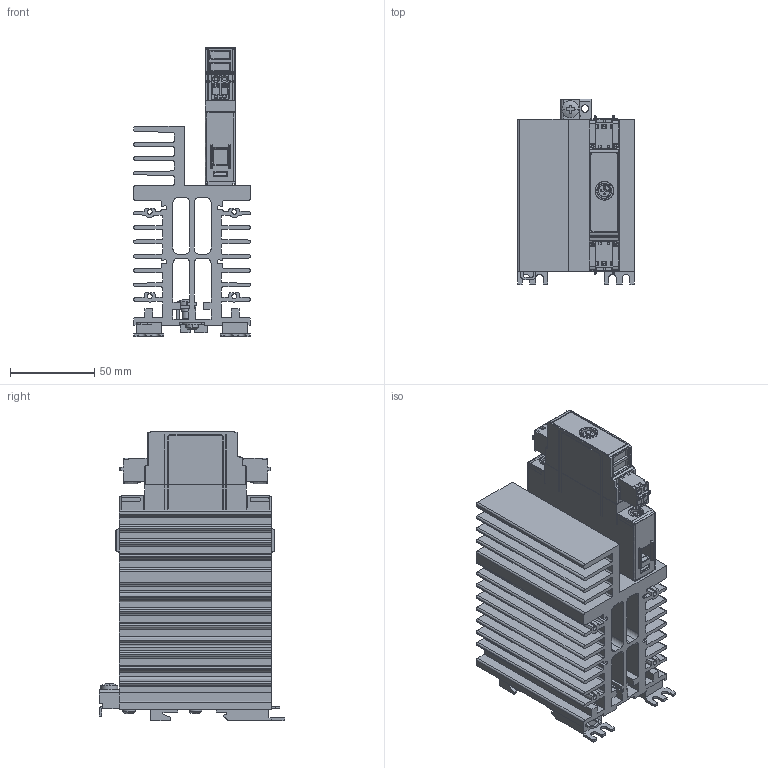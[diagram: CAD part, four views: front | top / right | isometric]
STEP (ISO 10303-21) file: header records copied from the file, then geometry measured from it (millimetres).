
FILE_DESCRIPTION((''),'2;1');
FILE_NAME('CGI1384-00.stp','2017-10-02T13:03:20',(''),(''),'Mechanical Desktop 2011','Mechanical Desktop 2011',', , ');
FILE_SCHEMA(('AUTOMOTIVE_DESIGN { 1 2 10303 214 1 1 1 1 }'));
Length unit declared in the file: millimetre
Products named in the file (2): Product; CGI1384-00
Bounding box: 69.1 x 110 x 171.1 mm (x, y, z)
Volume: 389515 mm3; surface area: 172131.4 mm2
Topology: 1 solids, 1 shells, 1758 faces, 4965 edges, 3204 vertices
Faces by surface type: bspline 636, plane 616, cylinder 403, sphere 60, cone 24, torus 19
Entity records: 65621 total; most frequent: CARTESIAN_POINT 21304, ORIENTED_EDGE 9866, DIRECTION 8470, EDGE_CURVE 4933, VECTOR 3304, LINE 3304, VERTEX_POINT 3204, AXIS2_PLACEMENT_3D 2583
